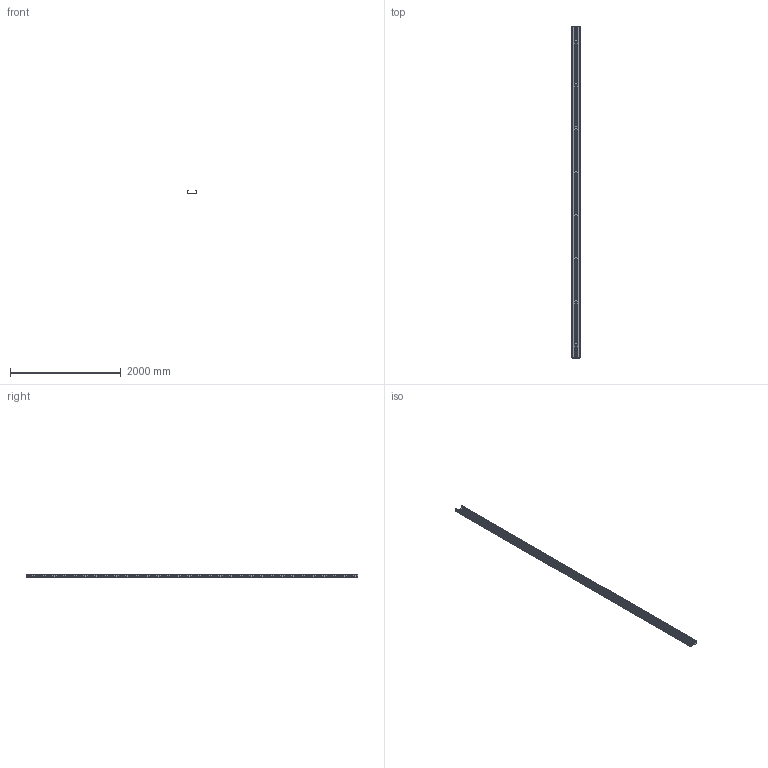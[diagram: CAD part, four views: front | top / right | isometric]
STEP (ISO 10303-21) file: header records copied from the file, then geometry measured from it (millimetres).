
FILE_DESCRIPTION(/* description */ (''),/* implementation_level */ '2;1');
FILE_NAME(/* name */ 'KCP150H60_6.stp',/* time_stamp */ '2020-03-24T11:49:30+01:00',/* author */ ('stanislaw.luczak'),/* organization */ (''),/* preprocessor_version */ 'ST-DEVELOPER v18',/* originating_system */ 'Autodesk Inventor 2020',/* authorisation */ '');
FILE_SCHEMA (('AUTOMOTIVE_DESIGN { 1 0 10303 214 3 1 1 }'));
Products named in the file (1): 150H60N_KGJ_6M
Bounding box: 150.41 x 6000 x 59.97 mm (x, y, z)
Volume: 2216232.2 mm3; surface area: 3097407.8 mm2
Topology: 1 solids, 1 shells, 5802 faces, 17384 edges, 11584 vertices
Faces by surface type: plane 2908, cylinder 2894
Entity records: 202737 total; most frequent: DIRECTION 34778, CARTESIAN_POINT 34771, ORIENTED_EDGE 34768, EDGE_CURVE 17384, LINE 11596, VECTOR 11596, AXIS2_PLACEMENT_3D 11591, VERTEX_POINT 11584
